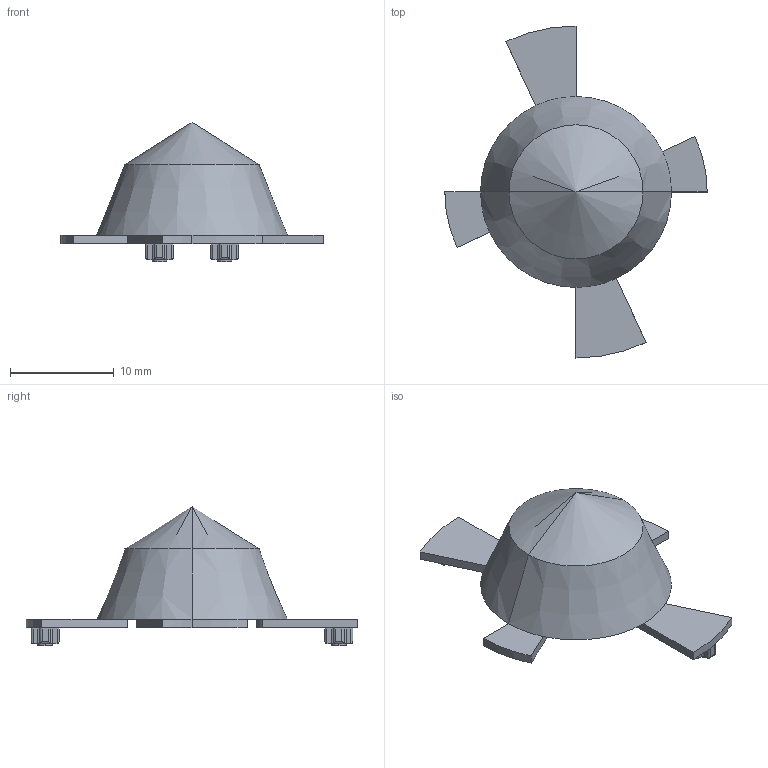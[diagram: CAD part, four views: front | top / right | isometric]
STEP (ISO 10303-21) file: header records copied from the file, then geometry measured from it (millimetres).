
FILE_DESCRIPTION (( 'STEP AP203' ), '1' );
FILE_NAME ('D45 50炵蹈芵噩-0109.STEP', '2018-06-25T14:04:49', ( '' ), ( '' ), 'SwSTEP 2.0', 'SolidWorks 2014', '' );
FILE_SCHEMA (( 'CONFIG_CONTROL_DESIGN' ));
Length unit declared in the file: millimetre
Products named in the file (1): D45 50炵蹈芵噩-0109
Bounding box: 25.29 x 32 x 13.42 mm (x, y, z)
Volume: 994.5 mm3; surface area: 1298.1 mm2
Topology: 1 solids, 1 shells, 96 faces, 242 edges, 151 vertices
Faces by surface type: plane 46, cylinder 44, cone 4, bspline 2
Entity records: 2935 total; most frequent: CARTESIAN_POINT 584, ORIENTED_EDGE 480, DIRECTION 474, EDGE_CURVE 240, AXIS2_PLACEMENT_3D 161, VECTOR 152, LINE 152, VERTEX_POINT 151
